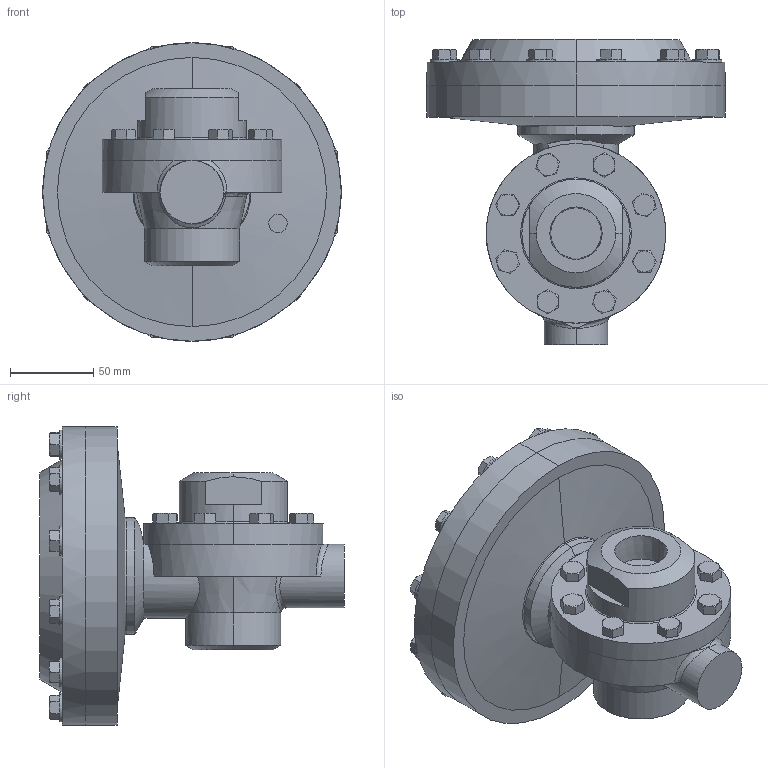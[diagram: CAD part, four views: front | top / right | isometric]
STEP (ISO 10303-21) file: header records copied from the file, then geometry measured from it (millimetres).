
FILE_DESCRIPTION (( 'STEP AP203' ), '1' );
FILE_NAME ('56-100-CS+S6-PT.step', '2017-10-04T15:18:02', ( '' ), ( '' ), 'SwSTEP 2.0', 'SolidWorks 2014', '' );
FILE_SCHEMA (( 'CONFIG_CONTROL_DESIGN' ));
Length unit declared in the file: inch
Products named in the file (1): 56-100-CS+S6-PT
Bounding box: 179.32 x 183.22 x 179.32 mm (x, y, z)
Volume: 1667137.8 mm3; surface area: 125356.4 mm2
Topology: 1 solids, 1 shells, 378 faces, 880 edges, 531 vertices
Faces by surface type: plane 183, cone 139, cylinder 48, torus 5, bspline 2, sphere 1
Entity records: 12347 total; most frequent: CARTESIAN_POINT 4001, ORIENTED_EDGE 1760, DIRECTION 1661, EDGE_CURVE 880, AXIS2_PLACEMENT_3D 674, VERTEX_POINT 531, EDGE_LOOP 405, FACE_OUTER_BOUND 378
